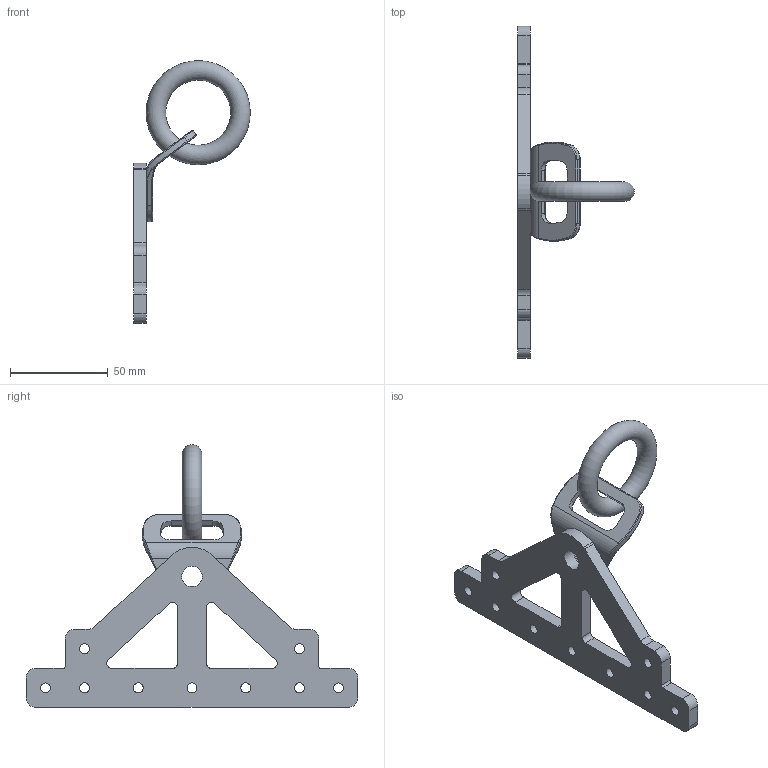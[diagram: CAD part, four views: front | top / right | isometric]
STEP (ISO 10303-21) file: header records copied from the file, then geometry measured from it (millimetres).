
FILE_DESCRIPTION(/* description */ (''),/* implementation_level */ '2;1');
FILE_NAME(/* name */ 'OT-AS-02-00 v2.step',/* time_stamp */ '2023-09-10T16:36:59-04:00',/* author */ (''),/* organization */ (''),/* preprocessor_version */ 'ST-DEVELOPER v20',/* originating_system */ 'Autodesk Translation Framework v12.9.0.99',/* authorisation */ '');
FILE_SCHEMA (('AUTOMOTIVE_DESIGN { 1 0 10303 214 3 1 1 }'));
Length unit declared in the file: millimetre
Products named in the file (3): OT-AS-02-00; OT-AS-02-01; MC-31665T52
Assembly tree (2 placements, depth 2):
  OT-AS-02-00
    OT-AS-02-01
    MC-31665T52
Bounding box: 59.69 x 170 x 134.55 mm (x, y, z)
Volume: 58831.4 mm3; surface area: 27241.4 mm2
Topology: 3 solids, 3 shells, 122 faces, 307 edges, 188 vertices
Faces by surface type: cylinder 51, plane 30, torus 19, bspline 18, sphere 4
Full cylindrical faces by diameter (mm): 5 x2, 5.1 x7, 10.5 x2
Entity records: 4143 total; most frequent: CARTESIAN_POINT 1055, DIRECTION 666, ORIENTED_EDGE 614, EDGE_CURVE 307, AXIS2_PLACEMENT_3D 271, VERTEX_POINT 188, EDGE_LOOP 149, CIRCLE 149
